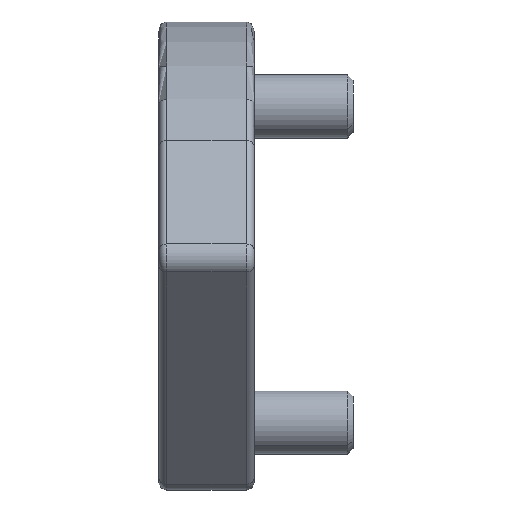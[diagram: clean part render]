
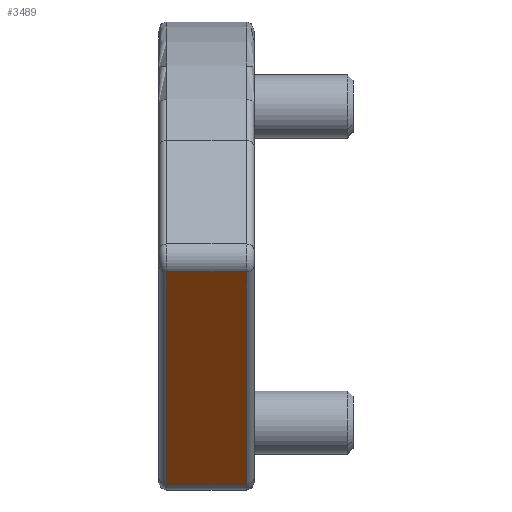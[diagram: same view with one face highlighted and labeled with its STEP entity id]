
A CAD part, left-side view. The second image highlights one B-rep face of the part: STEP entity #3489.
In plain terms, the highlighted planar face has unit normal (-0.707, 0, -0.707).
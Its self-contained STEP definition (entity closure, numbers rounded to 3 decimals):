
#87 = CARTESIAN_POINT ( 'NONE',  ( -22.357, -1., 0.732 ) ) ;
#196 = VECTOR ( 'NONE', #2470, 1000. ) ;
#550 = LINE ( 'NONE', #923, #1856 ) ;
#738 = CARTESIAN_POINT ( 'NONE',  ( -22.357, 0., 0.732 ) ) ;
#748 = ORIENTED_EDGE ( 'NONE', *, *, #4189, .F. ) ;
#923 = CARTESIAN_POINT ( 'NONE',  ( -22.357, -11., 0.732 ) ) ;
#972 = DIRECTION ( 'NONE',  ( 0.707, 0., -0.707 ) ) ;
#1084 = EDGE_LOOP ( 'NONE', ( #1955, #4900, #748, #5300 ) ) ;
#1162 = AXIS2_PLACEMENT_3D ( 'NONE', #738, #4543, #972 ) ;
#1297 = CARTESIAN_POINT ( 'NONE',  ( -22.357, -11., 0.732 ) ) ;
#1352 = VERTEX_POINT ( 'NONE', #4672 ) ;
#1658 = FACE_OUTER_BOUND ( 'NONE', #1084, .T. ) ;
#1856 = VECTOR ( 'NONE', #2847, 1000. ) ;
#1955 = ORIENTED_EDGE ( 'NONE', *, *, #3753, .T. ) ;
#2190 = CARTESIAN_POINT ( 'NONE',  ( -22.357, -1., 0.732 ) ) ;
#2470 = DIRECTION ( 'NONE',  ( 0., -1., 0. ) ) ;
#2493 = VERTEX_POINT ( 'NONE', #2190 ) ;
#2607 = CARTESIAN_POINT ( 'NONE',  ( -22.357, 0., 0.732 ) ) ;
#2847 = DIRECTION ( 'NONE',  ( -0.707, 0., 0.707 ) ) ;
#2938 = LINE ( 'NONE', #4351, #196 ) ;
#2948 = LINE ( 'NONE', #87, #3740 ) ;
#2969 = VECTOR ( 'NONE', #4430, 1000. ) ;
#3489 = ADVANCED_FACE ( 'NONE', ( #1658 ), #4057, .F. ) ;
#3740 = VECTOR ( 'NONE', #5359, 1000. ) ;
#3753 = EDGE_CURVE ( 'NONE', #2493, #4569, #4961, .T. ) ;
#3913 = EDGE_CURVE ( 'NONE', #4569, #1352, #550, .T. ) ;
#4057 = PLANE ( 'NONE',  #1162 ) ;
#4189 = EDGE_CURVE ( 'NONE', #5617, #1352, #2938, .T. ) ;
#4351 = CARTESIAN_POINT ( 'NONE',  ( -49.144, 0., 27.519 ) ) ;
#4430 = DIRECTION ( 'NONE',  ( 0., -1., 0. ) ) ;
#4543 = DIRECTION ( 'NONE',  ( 0.707, 0., 0.707 ) ) ;
#4569 = VERTEX_POINT ( 'NONE', #1297 ) ;
#4672 = CARTESIAN_POINT ( 'NONE',  ( -49.144, -11., 27.519 ) ) ;
#4900 = ORIENTED_EDGE ( 'NONE', *, *, #3913, .T. ) ;
#4961 = LINE ( 'NONE', #2607, #2969 ) ;
#5300 = ORIENTED_EDGE ( 'NONE', *, *, #5464, .T. ) ;
#5359 = DIRECTION ( 'NONE',  ( 0.707, 0., -0.707 ) ) ;
#5464 = EDGE_CURVE ( 'NONE', #5617, #2493, #2948, .T. ) ;
#5482 = CARTESIAN_POINT ( 'NONE',  ( -49.144, -1., 27.519 ) ) ;
#5617 = VERTEX_POINT ( 'NONE', #5482 ) ;
